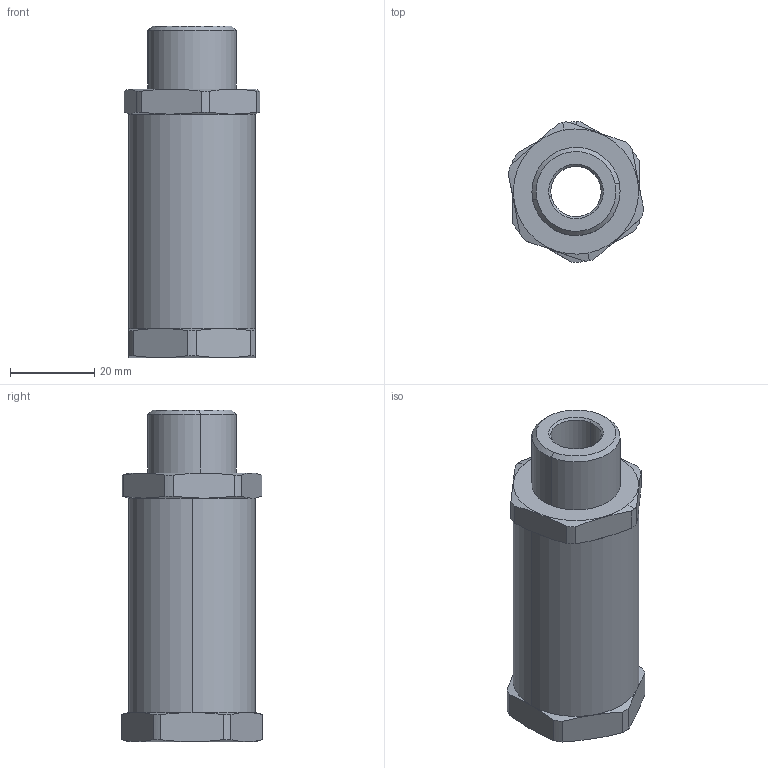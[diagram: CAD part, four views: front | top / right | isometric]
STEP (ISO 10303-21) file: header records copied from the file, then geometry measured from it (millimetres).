
FILE_DESCRIPTION (( 'STEP AP214' ), '1' );
FILE_NAME ('281ZH0421 1-2 BSP male-female.STEP', '2016-04-22T17:05:33', ( 'w7' ), ( 'Hewlett-Packard Company' ), 'SwSTEP 2.0', 'SolidWorks 2015', '' );
FILE_SCHEMA (( 'AUTOMOTIVE_DESIGN' ));
Length unit declared in the file: millimetre
Products named in the file (1): 281ZH0421 1-2 BSP male-female
Bounding box: 32.29 x 33.5 x 79 mm (x, y, z)
Surface area: 10303.9 mm2 (no closed solid volume)
Topology: 0 solids, 2 shells, 54 faces, 139 edges, 88 vertices
Faces by surface type: cylinder 20, cone 19, plane 15
Entity records: 2413 total; most frequent: CARTESIAN_POINT 492, DIRECTION 279, ORIENTED_EDGE 270, EDGE_CURVE 139, AXIS2_PLACEMENT_3D 117, VERTEX_POINT 88, CIRCLE 62, EDGE_LOOP 57
